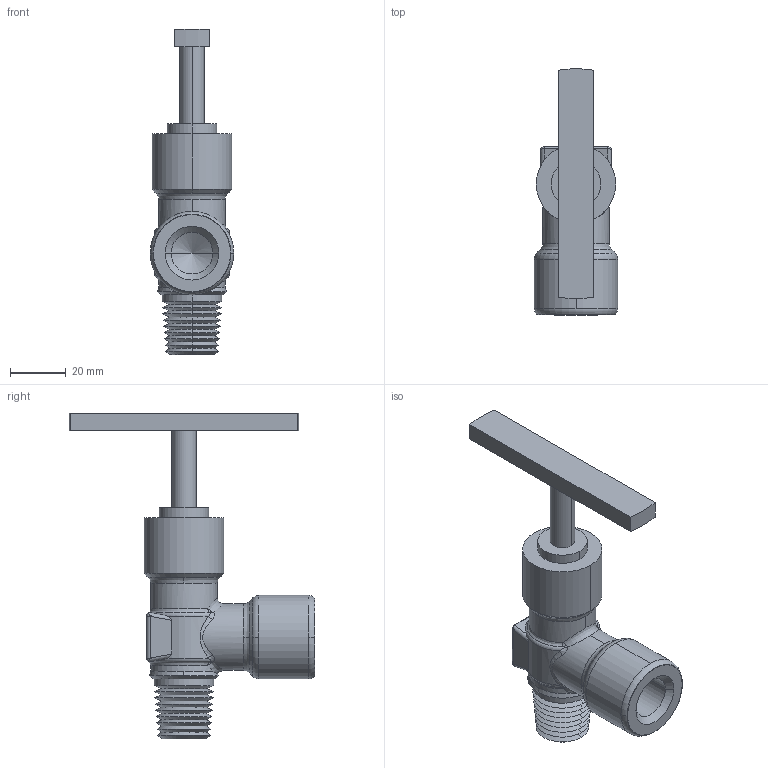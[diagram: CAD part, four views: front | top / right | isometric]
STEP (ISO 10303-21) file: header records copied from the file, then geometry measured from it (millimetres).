
FILE_DESCRIPTION(/* description */ (''),/* implementation_level */ '2;1');
FILE_NAME(/* name */ 'H7773H.stp',/* time_stamp */ '2018-12-31T09:48:18-06:00',/* author */ ('kruffolo'),/* organization */ (''),/* preprocessor_version */ 'ST-DEVELOPER v15.5',/* originating_system */ 'AutoCAD Mechanical',/* authorisation */ '');
FILE_SCHEMA (('AUTOMOTIVE_DESIGN { 1 0 10303 214 3 1 1 }'));
Length unit declared in the file: inch
Products named in the file (2): H7773H; Product
Bounding box: 29.97 x 88.21 x 117.09 mm (x, y, z)
Volume: 65800.9 mm3; surface area: 17143 mm2
Topology: 1 solids, 1 shells, 136 faces, 318 edges, 183 vertices
Faces by surface type: bspline 44, cone 40, cylinder 27, plane 15, torus 10
Entity records: 5640 total; most frequent: CARTESIAN_POINT 2649, ORIENTED_EDGE 626, DIRECTION 621, EDGE_CURVE 313, AXIS2_PLACEMENT_3D 265, VERTEX_POINT 180, CIRCLE 162, EDGE_LOOP 141
